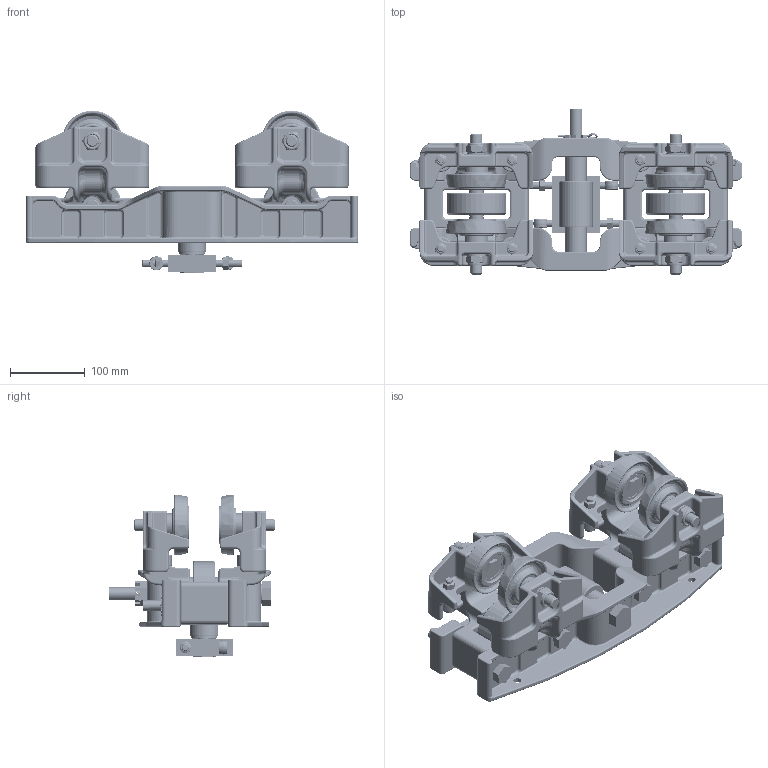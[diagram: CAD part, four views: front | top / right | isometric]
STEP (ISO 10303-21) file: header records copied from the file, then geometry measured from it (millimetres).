
FILE_DESCRIPTION((''),'2;1');
FILE_NAME('22575 465B MBC-500-3-333 ET WITH KU.stp','2011-03-07T15:52:04',('jholman'),(''),'Autodesk Inventor 2009','Autodesk Inventor 2009','');
FILE_SCHEMA(('AUTOMOTIVE_DESIGN { 1 0 10303 214 1 1 1 1 }'));
Length unit declared in the file: inch
Products named in the file (38): 3D11RJB4D; 3D11D4B4C; 3D11KUC4C; 3D11E5B4B; ANSI/AFBMA 21.1 NT - Thrust Needle Roller And Cage Assembly (Inch) 20NT01; 3D11T2B4A; 3D11S3B4B; 3D11G3B4A; 3D11D9B4B; 59965; 3D114FD4B; Hex Nut - UNC (Regular Thread - Inch) 3/8 - 16; 3D11S7B4B; 3D11A3B4B; 3D11F3B4A; 3D11W2B4A; 3D11W4B4B; 3D1124B4A; 3D11X2B4A; 3D11JHB4D; 3D11R5B4D; 3D11CHB4C; 3D1177B4C; 3D11A6B4A; 3D11W6B4B; 3D11K7B4B; 3D11Q6B4B; 3D1134G4A; 3D1144G4A; 3D112HB4B; 3D11X6B4A; 3D1153B4A; Hex Bolt - UNC (Regular Thread - Inch) 3/8-16 UNC - 1.75; 30080; 3D11D7G4C; 3D11C7B4C; 3D11E7G4B; 3D11I6B4A
Assembly tree (71 placements, depth 4):
  3D11RJB4D
    3D11D4B4C  x2
    3D11KUC4C
      3D11E5B4B
      ANSI/AFBMA 21.1 NT - Thrust Needle Roller And Cage Assembly (Inch) 20NT01  x2
      3D11T2B4A
      3D11S3B4B
      3D11G3B4A
      3D11D9B4B  x4
      59965
      3D114FD4B  x2
      Hex Nut - UNC (Regular Thread - Inch) 3/8 - 16  x2
    3D11S7B4B
    3D11A3B4B
    3D11F3B4A
    3D11W2B4A
    3D11W4B4B  x4
    3D1124B4A  x4
    3D11X2B4A  x4
    3D11JHB4D  x2
      3D11R5B4D
      3D11CHB4C
        3D1177B4C
        3D11A6B4A
        3D11W6B4B
        3D11K7B4B
        3D11Q6B4B
      3D1134G4A
      3D1144G4A
      3D112HB4B
        3D11X6B4A
        3D1153B4A  x2
        Hex Bolt - UNC (Regular Thread - Inch) 3/8-16 UNC - 1.75
      Hex Nut - UNC (Regular Thread - Inch) 3/8 - 16
      30080
        3D11D7G4C
        3D11C7B4C  x2
        3D11A6B4A
        3D11E7G4B
        3D11I6B4A  x4
Bounding box: 444.5 x 221.16 x 217.87 mm (x, y, z)
Volume: 3585913.8 mm3; surface area: 958336.8 mm2
Topology: 155 solids, 155 shells, 5828 faces, 13574 edges, 7819 vertices
Faces by surface type: cylinder 1846, bspline 1348, plane 1280, torus 683, sphere 340, cone 331
Full cylindrical faces by diameter (mm): 2 x32, 6.35 x2, 9.525 x10, 9.855 x8, 13.386 x4, 14.288 x8, 15.862 x4, 16.612 x4, 16.98 x4, 17.374 x4, 17.882 x12, 18.009 x1, 19.05 x15, 20 x2, 22.606 x4, 23.114 x4, 25.4 x5, 34.925 x4, 35.001 x2, 36.576 x2, 38.1 x1, 40.005 x4, 40.056 x2, 40.513 x2, 42.443 x2, 44.45 x1, 79.375 x2
Entity records: 62586 total; most frequent: CARTESIAN_POINT 24819, DIRECTION 7846, ORIENTED_EDGE 7360, EDGE_CURVE 3680, AXIS2_PLACEMENT_3D 3252, VERTEX_POINT 2257, EDGE_LOOP 1901, CIRCLE 1783
